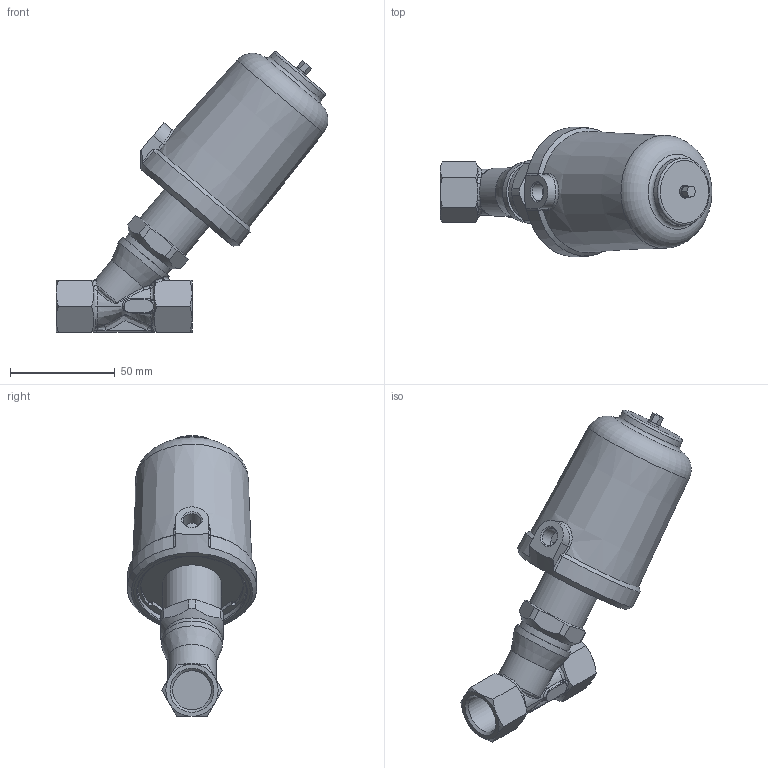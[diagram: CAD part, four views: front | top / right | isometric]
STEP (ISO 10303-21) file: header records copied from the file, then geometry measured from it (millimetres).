
FILE_DESCRIPTION( ( 'Unknown' ), '1' );
FILE_NAME( '7010-015V102020---H-S---J.stp', 'Unknown', ( 'Unknown' ), ( 'Unknown' ), 'PSStep 17.0.49', 'Unknown', ' ' );
FILE_SCHEMA( ( 'AUTOMOTIVE_DESIGN { 1 0 10303 214 1 1 1 1 }' ) );
Length unit declared in the file: millimetre
Products named in the file (4): Assem1; DN15 Gewinde; Kopfstück DN15; Kolbenantrieb D50-NC-AufZu
Assembly tree (3 placements, depth 2):
  Assem1
    DN15 Gewinde
    Kopfstück DN15
    Kolbenantrieb D50-NC-AufZu
Bounding box: 129.93 x 61.83 x 134.25 mm (x, y, z)
Volume: 245581.3 mm3; surface area: 34704.6 mm2
Topology: 3 solids, 3 shells, 214 faces, 536 edges, 330 vertices
Faces by surface type: bspline 71, plane 60, cylinder 42, cone 32, torus 9
Full cylindrical faces by diameter (mm): 6 x1, 8.57 x1, 18.63 x2, 26.5 x1, 26.7 x1, 28 x1, 29 x1, 52.05 x1
Entity records: 20381 total; most frequent: CARTESIAN_POINT 14381, ORIENTED_EDGE 998, DIRECTION 633, EDGE_CURVE 499, VERTEX_POINT 318, B_SPLINE_CURVE_WITH_KNOTS 276, AXIS2_PLACEMENT_3D 263, EDGE_LOOP 241
